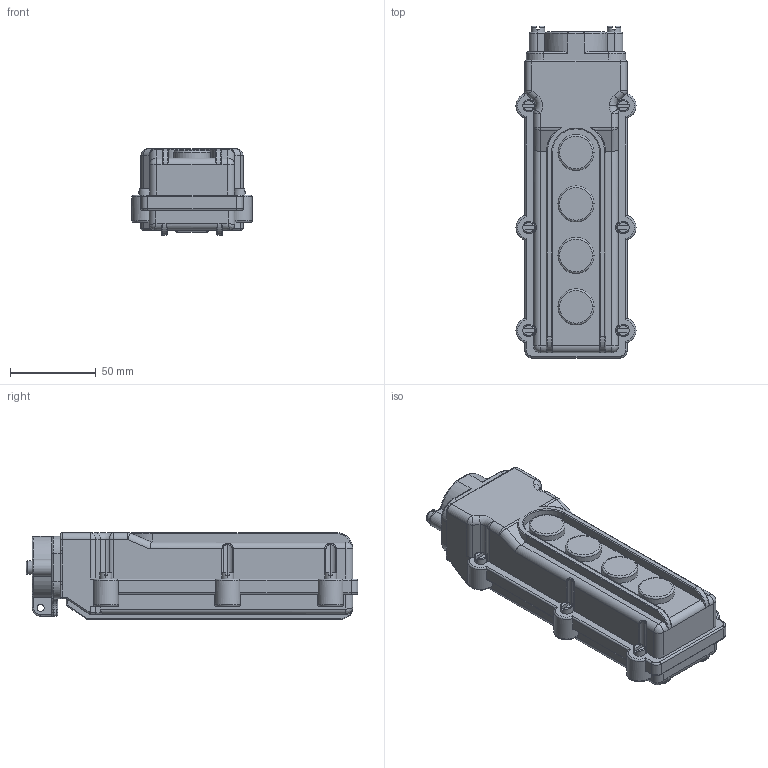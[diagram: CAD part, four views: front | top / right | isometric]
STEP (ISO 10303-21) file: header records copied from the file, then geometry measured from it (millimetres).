
FILE_DESCRIPTION (( 'STEP AP203' ), '1' );
FILE_NAME ('Ïóëüò êíîïî÷íûé ÏÊÒ-62 (pkt-62).STEP', '2019-04-08T12:25:16', ( '' ), ( '' ), 'SwSTEP 2.0', 'SolidWorks 2017', '' );
FILE_SCHEMA (( 'CONFIG_CONTROL_DESIGN' ));
Length unit declared in the file: millimetre
Products named in the file (1): Ïóëüò êíîïî÷íûé ÏÊÒ-62 (pkt-62)
Bounding box: 70 x 193.5 x 50.5 mm (x, y, z)
Volume: 425692.4 mm3; surface area: 51089.4 mm2
Topology: 1 solids, 1 shells, 437 faces, 1083 edges, 647 vertices
Faces by surface type: cylinder 192, plane 130, torus 89, sphere 16, bspline 10
Entity records: 14246 total; most frequent: CARTESIAN_POINT 3850, DIRECTION 2265, ORIENTED_EDGE 2142, EDGE_CURVE 1071, AXIS2_PLACEMENT_3D 894, VERTEX_POINT 647, LINE 477, VECTOR 477
